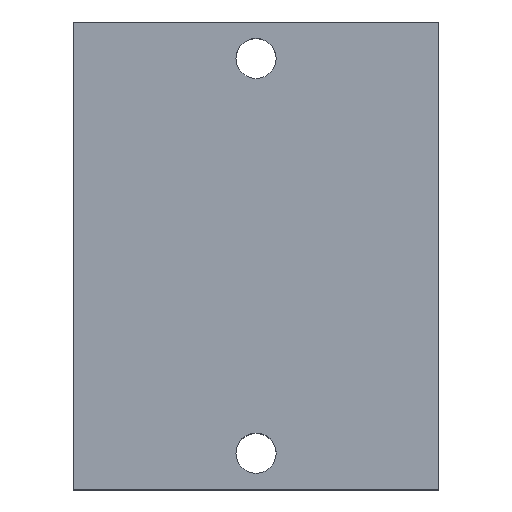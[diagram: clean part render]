
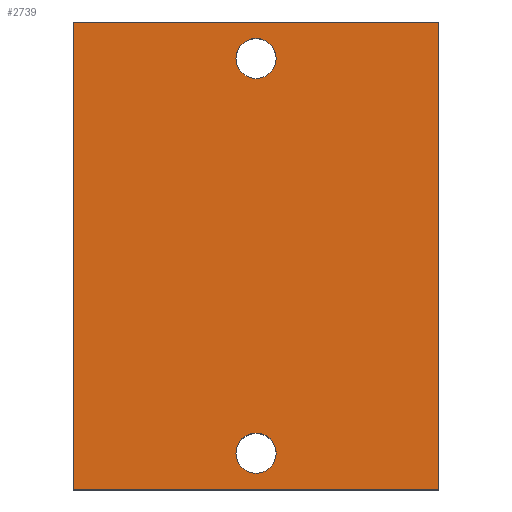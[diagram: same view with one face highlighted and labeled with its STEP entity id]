
A CAD part, top view. The second image highlights one B-rep face of the part: STEP entity #2739.
In plain terms, the highlighted planar face has unit normal (0, 0, 1).
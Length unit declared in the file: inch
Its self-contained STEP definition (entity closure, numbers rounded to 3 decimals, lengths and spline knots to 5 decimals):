
#123=DIRECTION('',(0.,-1.,0.));
#124=VECTOR('',#123,4.);
#125=CARTESIAN_POINT('',(0.,0.,2.));
#126=LINE('',#125,#124);
#127=DIRECTION('',(-1.,0.,0.));
#128=VECTOR('',#127,3.125);
#129=CARTESIAN_POINT('',(3.125,0.,2.));
#130=LINE('',#129,#128);
#131=DIRECTION('',(0.,1.,0.));
#132=VECTOR('',#131,4.);
#133=CARTESIAN_POINT('',(3.125,-4.,2.));
#134=LINE('',#133,#132);
#135=DIRECTION('',(1.,0.,0.));
#136=VECTOR('',#135,3.125);
#137=CARTESIAN_POINT('',(0.,-4.,2.));
#138=LINE('',#137,#136);
#139=CARTESIAN_POINT('',(1.563,-0.312,2.));
#140=DIRECTION('',(0.,0.,1.));
#141=DIRECTION('',(0.,1.,0.));
#142=AXIS2_PLACEMENT_3D('',#139,#140,#141);
#144=CARTESIAN_POINT('',(1.563,-0.312,2.));
#145=DIRECTION('',(0.,0.,1.));
#146=DIRECTION('',(0.,-1.,0.));
#147=AXIS2_PLACEMENT_3D('',#144,#145,#146);
#149=CARTESIAN_POINT('',(1.563,-3.688,2.));
#150=DIRECTION('',(0.,0.,1.));
#151=DIRECTION('',(0.,1.,0.));
#152=AXIS2_PLACEMENT_3D('',#149,#150,#151);
#154=CARTESIAN_POINT('',(1.563,-3.688,2.));
#155=DIRECTION('',(0.,0.,1.));
#156=DIRECTION('',(0.,-1.,0.));
#157=AXIS2_PLACEMENT_3D('',#154,#155,#156);
#2248=CARTESIAN_POINT('',(0.,0.,2.));
#2249=CARTESIAN_POINT('',(0.,-4.,2.));
#2250=VERTEX_POINT('',#2248);
#2251=VERTEX_POINT('',#2249);
#2252=CARTESIAN_POINT('',(3.125,-4.,2.));
#2253=VERTEX_POINT('',#2252);
#2254=CARTESIAN_POINT('',(3.125,0.,2.));
#2255=VERTEX_POINT('',#2254);
#2260=CARTESIAN_POINT('',(1.563,-0.14,2.));
#2261=CARTESIAN_POINT('',(1.563,-0.484,2.));
#2262=VERTEX_POINT('',#2260);
#2263=VERTEX_POINT('',#2261);
#2268=CARTESIAN_POINT('',(1.563,-3.516,2.));
#2269=CARTESIAN_POINT('',(1.563,-3.86,2.));
#2270=VERTEX_POINT('',#2268);
#2271=VERTEX_POINT('',#2269);
#2716=CARTESIAN_POINT('',(0.,0.,2.));
#2717=DIRECTION('',(0.,0.,1.));
#2718=DIRECTION('',(1.,0.,0.));
#2719=AXIS2_PLACEMENT_3D('',#2716,#2717,#2718);
#2720=PLANE('',#2719);
#2721=ORIENTED_EDGE('',*,*,#2632,.F.);
#2722=ORIENTED_EDGE('',*,*,#2653,.F.);
#2723=ORIENTED_EDGE('',*,*,#2679,.F.);
#2724=ORIENTED_EDGE('',*,*,#2698,.F.);
#2725=EDGE_LOOP('',(#2721,#2722,#2723,#2724));
#2726=FACE_OUTER_BOUND('',#2725,.F.);
#2728=ORIENTED_EDGE('',*,*,#2727,.T.);
#2730=ORIENTED_EDGE('',*,*,#2729,.T.);
#2731=EDGE_LOOP('',(#2728,#2730));
#2732=FACE_BOUND('',#2731,.F.);
#2734=ORIENTED_EDGE('',*,*,#2733,.T.);
#2736=ORIENTED_EDGE('',*,*,#2735,.T.);
#2737=EDGE_LOOP('',(#2734,#2736));
#2738=FACE_BOUND('',#2737,.F.);
#2739=ADVANCED_FACE('',(#2726,#2732,#2738),#2720,.T.);
#143=CIRCLE('',#142,0.172);
#148=CIRCLE('',#147,0.172);
#153=CIRCLE('',#152,0.172);
#158=CIRCLE('',#157,0.172);
#2632=EDGE_CURVE('',#2250,#2251,#126,.T.);
#2653=EDGE_CURVE('',#2255,#2250,#130,.T.);
#2679=EDGE_CURVE('',#2253,#2255,#134,.T.);
#2698=EDGE_CURVE('',#2251,#2253,#138,.T.);
#2727=EDGE_CURVE('',#2262,#2263,#143,.T.);
#2729=EDGE_CURVE('',#2263,#2262,#148,.T.);
#2733=EDGE_CURVE('',#2270,#2271,#153,.T.);
#2735=EDGE_CURVE('',#2271,#2270,#158,.T.);
